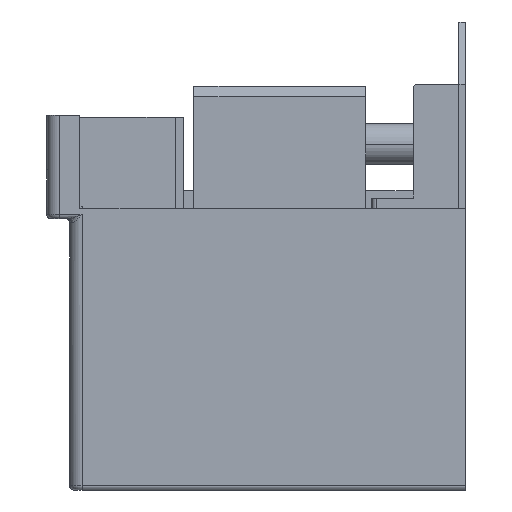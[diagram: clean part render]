
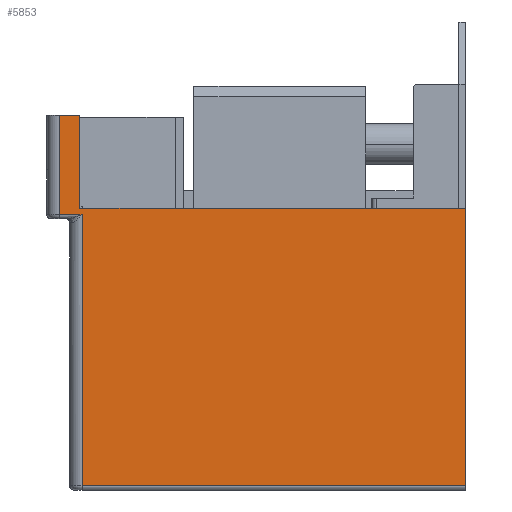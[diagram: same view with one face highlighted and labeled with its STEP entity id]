
A CAD part, left-side view. The second image highlights one B-rep face of the part: STEP entity #5853.
In plain terms, the highlighted planar face has unit normal (-1, 0, 0).
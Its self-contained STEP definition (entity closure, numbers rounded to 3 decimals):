
#5829=AXIS2_PLACEMENT_3D('Plane Axis2P3D',#5826,#5827,#5828) ;
#348=CARTESIAN_POINT('Vertex',(-105.,92.5,-66.)) ;
#373=CARTESIAN_POINT('Line Origine',(-105.,49.,-66.)) ;
#377=CARTESIAN_POINT('Vertex',(-105.,0.,-66.)) ;
#2894=CARTESIAN_POINT('Vertex',(-105.,92.5,-0.5)) ;
#2937=CARTESIAN_POINT('Vertex',(-105.,98.,-0.5)) ;
#5443=CARTESIAN_POINT('Line Origine',(-105.,92.5,-21.75)) ;
#5461=CARTESIAN_POINT('Line Origine',(-105.,98.,-21.75)) ;
#5465=CARTESIAN_POINT('Vertex',(-105.,98.,23.5)) ;
#5487=CARTESIAN_POINT('Line Origine',(-105.,49.,-0.5)) ;
#5736=CARTESIAN_POINT('Vertex',(-105.,0.,1.)) ;
#5739=CARTESIAN_POINT('Line Origine',(-105.,0.,-32.5)) ;
#5794=CARTESIAN_POINT('Line Origine',(-105.,95.5,23.5)) ;
#5798=CARTESIAN_POINT('Vertex',(-105.,93.,23.5)) ;
#5826=CARTESIAN_POINT('Axis2P3D Location',(-105.,0.,251.)) ;
#5831=CARTESIAN_POINT('Line Origine',(-105.,46.5,1.)) ;
#5835=CARTESIAN_POINT('Vertex',(-105.,93.,1.)) ;
#5838=CARTESIAN_POINT('Line Origine',(-105.,93.,12.25)) ;
#374=DIRECTION('Vector Direction',(0.,1.,0.)) ;
#5444=DIRECTION('Vector Direction',(0.,0.,-1.)) ;
#5462=DIRECTION('Vector Direction',(0.,0.,-1.)) ;
#5488=DIRECTION('Vector Direction',(0.,-1.,0.)) ;
#5740=DIRECTION('Vector Direction',(0.,0.,1.)) ;
#5795=DIRECTION('Vector Direction',(0.,-1.,0.)) ;
#5827=DIRECTION('Axis2P3D Direction',(-1.,0.,0.)) ;
#5828=DIRECTION('Axis2P3D XDirection',(0.,1.,0.)) ;
#5832=DIRECTION('Vector Direction',(0.,1.,0.)) ;
#5839=DIRECTION('Vector Direction',(0.,0.,-1.)) ;
#375=VECTOR('Line Direction',#374,1.) ;
#5445=VECTOR('Line Direction',#5444,1.) ;
#5463=VECTOR('Line Direction',#5462,1.) ;
#5489=VECTOR('Line Direction',#5488,1.) ;
#5741=VECTOR('Line Direction',#5740,1.) ;
#5796=VECTOR('Line Direction',#5795,1.) ;
#5833=VECTOR('Line Direction',#5832,1.) ;
#5840=VECTOR('Line Direction',#5839,1.) ;
#5844=ORIENTED_EDGE('',*,*,#5467,.T.) ;
#5845=ORIENTED_EDGE('',*,*,#5491,.F.) ;
#5846=ORIENTED_EDGE('',*,*,#5447,.T.) ;
#5847=ORIENTED_EDGE('',*,*,#379,.F.) ;
#5848=ORIENTED_EDGE('',*,*,#5743,.T.) ;
#5849=ORIENTED_EDGE('',*,*,#5837,.T.) ;
#5850=ORIENTED_EDGE('',*,*,#5842,.F.) ;
#5851=ORIENTED_EDGE('',*,*,#5800,.T.) ;
#5853=ADVANCED_FACE('RB3573001_1PA_001_00_COPRITERMINALI_ALTO_FISSO_IV',(#5852),#5830,.T.) ;
#379=EDGE_CURVE('',#378,#349,#376,.T.) ;
#5447=EDGE_CURVE('',#2895,#349,#5446,.T.) ;
#5467=EDGE_CURVE('',#5466,#2938,#5464,.T.) ;
#5491=EDGE_CURVE('',#2895,#2938,#5490,.F.) ;
#5743=EDGE_CURVE('',#378,#5737,#5742,.T.) ;
#5800=EDGE_CURVE('',#5799,#5466,#5797,.F.) ;
#5837=EDGE_CURVE('',#5737,#5836,#5834,.T.) ;
#5842=EDGE_CURVE('',#5799,#5836,#5841,.T.) ;
#5843=EDGE_LOOP('',(#5844,#5845,#5846,#5847,#5848,#5849,#5850,#5851)) ;
#5852=FACE_OUTER_BOUND('',#5843,.T.) ;
#376=LINE('Line',#373,#375) ;
#5446=LINE('Line',#5443,#5445) ;
#5464=LINE('Line',#5461,#5463) ;
#5490=LINE('Line',#5487,#5489) ;
#5742=LINE('Line',#5739,#5741) ;
#5797=LINE('Line',#5794,#5796) ;
#5834=LINE('Line',#5831,#5833) ;
#5841=LINE('Line',#5838,#5840) ;
#5830=PLANE('',#5829) ;
#349=VERTEX_POINT('',#348) ;
#378=VERTEX_POINT('',#377) ;
#2895=VERTEX_POINT('',#2894) ;
#2938=VERTEX_POINT('',#2937) ;
#5466=VERTEX_POINT('',#5465) ;
#5737=VERTEX_POINT('',#5736) ;
#5799=VERTEX_POINT('',#5798) ;
#5836=VERTEX_POINT('',#5835) ;
